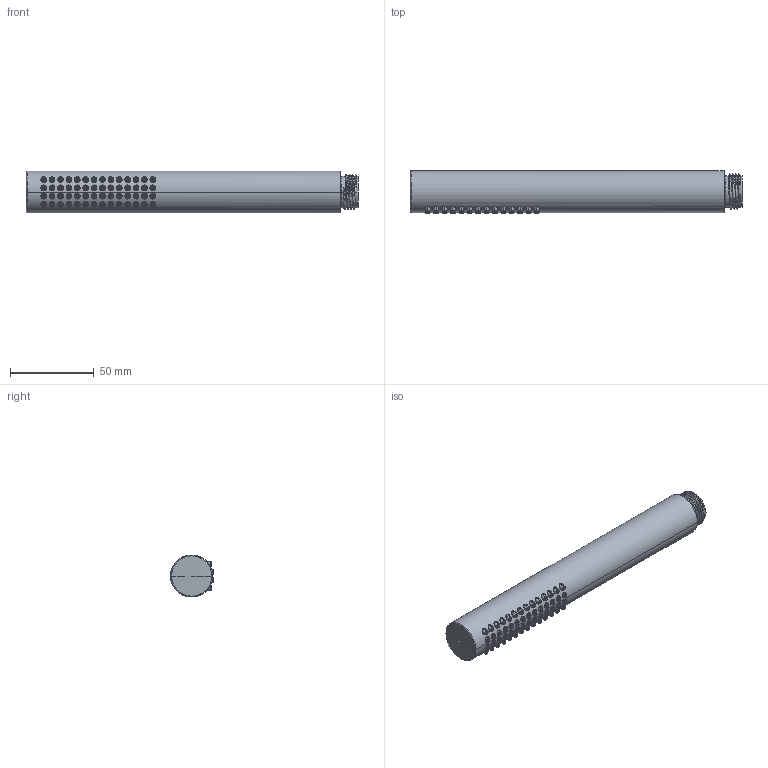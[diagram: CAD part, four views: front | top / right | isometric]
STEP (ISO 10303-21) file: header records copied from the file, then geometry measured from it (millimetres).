
FILE_DESCRIPTION((''),'2;1');
FILE_NAME('P74500_SW0001','2021-12-27T10:17:31',('xiaohong_yang'),(''),'CREO PARAMETRIC BY PTC INC, 2018050','CREO PARAMETRIC BY PTC INC, 2018050','');
FILE_SCHEMA(('CONFIG_CONTROL_DESIGN'));
Length unit declared in the file: inch
Products named in the file (1): P74500_SW0001
Bounding box: 197.74 x 25.5 x 25 mm (x, y, z)
Volume: 38544.3 mm3; surface area: 56199 mm2
Topology: 1 solids, 1 shells, 1207 faces, 3208 edges, 2016 vertices
Faces by surface type: plane 340, cylinder 300, cone 259, bspline 161, torus 145, sphere 2
Entity records: 58248 total; most frequent: CARTESIAN_POINT 28817, ORIENTED_EDGE 6412, DIRECTION 5758, EDGE_CURVE 3206, AXIS2_PLACEMENT_3D 2347, VERTEX_POINT 2016, EDGE_LOOP 1544, CIRCLE 1301
